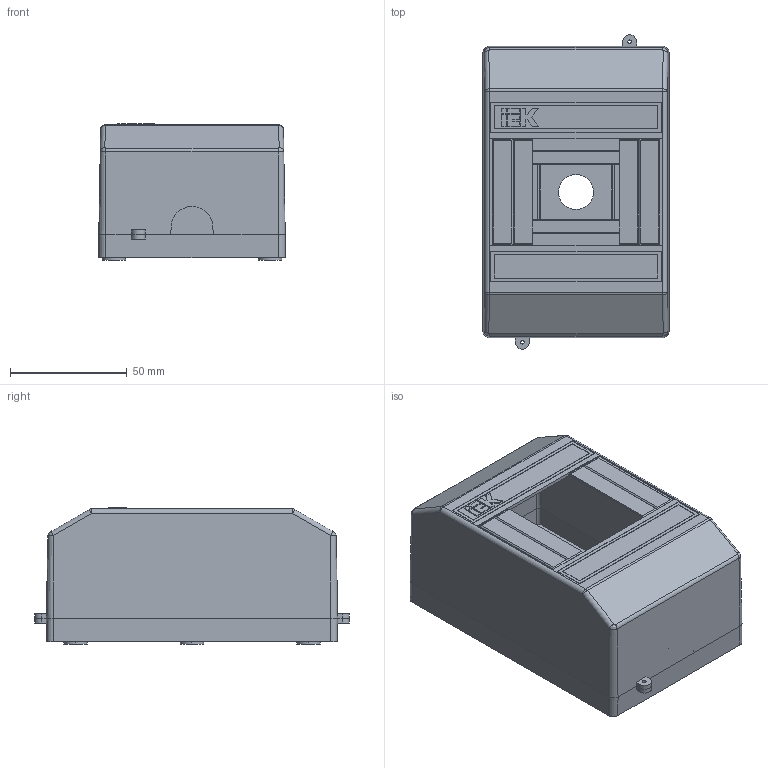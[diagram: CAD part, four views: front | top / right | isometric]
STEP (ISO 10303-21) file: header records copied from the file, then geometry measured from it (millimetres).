
FILE_DESCRIPTION (( 'STEP AP203' ), '1' );
FILE_NAME ('MKP31-N-04-30-135 Áîêñ ÊÌÏí 1_4 äëÿ 4-õ àâò.âûêë. íàðóæí. óñò..STEP', '2017-07-31T08:05:20', ( '' ), ( '' ), 'SwSTEP 2.0', 'SolidWorks 2014', '' );
FILE_SCHEMA (( 'CONFIG_CONTROL_DESIGN' ));
Length unit declared in the file: millimetre
Products named in the file (2): MKP31-N-04-30-135 Áîêñ ÊÌÏí 1_4 äëÿ 4-õ àâò.âûêë. íàðóæí. óñò.
Bounding box: 80 x 135 x 58.4 mm (x, y, z)
Volume: 55980.1 mm3; surface area: 78766.5 mm2
Topology: 2 solids, 2 shells, 271 faces, 724 edges, 472 vertices
Faces by surface type: plane 192, cylinder 43, cone 28, bspline 4, sphere 4
Entity records: 8707 total; most frequent: CARTESIAN_POINT 1707, ORIENTED_EDGE 1448, DIRECTION 1356, EDGE_CURVE 724, VECTOR 578, LINE 578, VERTEX_POINT 472, AXIS2_PLACEMENT_3D 389
